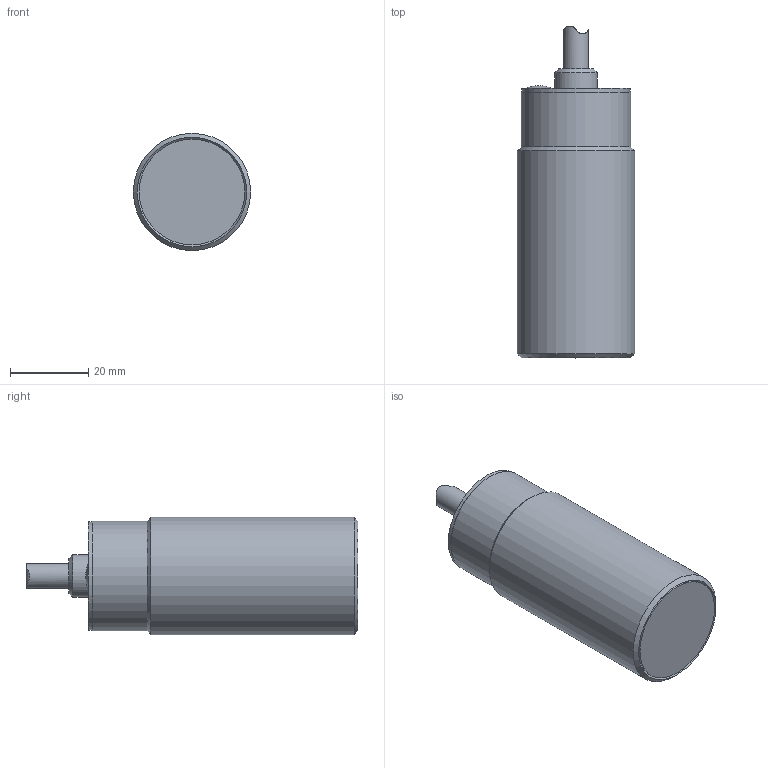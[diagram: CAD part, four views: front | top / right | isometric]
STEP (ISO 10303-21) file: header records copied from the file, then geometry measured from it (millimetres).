
FILE_DESCRIPTION(/* description */ (''),/* implementation_level */ '2;1');
FILE_NAME(/* name */ 'IA0257_Shrinkwrap_1.stp',/* time_stamp */ '2022-03-18T10:47:48+01:00',/* author */ ('Krieger Anja'),/* organization */ (''),/* preprocessor_version */ 'ST-DEVELOPER v18.1',/* originating_system */ 'Autodesk Inventor 2021',/* authorisation */ '');
FILE_SCHEMA (('AUTOMOTIVE_DESIGN { 1 0 10303 214 3 1 1 }'));
Length unit declared in the file: millimetre
Products named in the file (1): IA0109_Shrinkwrap_1
Bounding box: 30 x 84.97 x 30 mm (x, y, z)
Volume: 14254.3 mm3; surface area: 16025.5 mm2
Topology: 2 solids, 2 shells, 44 faces, 88 edges, 58 vertices
Faces by surface type: cylinder 20, plane 13, cone 7, torus 3, bspline 1
Full cylindrical faces by diameter (mm): 3 x1, 5.85 x2, 6 x1, 6.4 x2, 7.2 x1, 11 x1, 26 x2, 26.2 x3, 27 x2, 27.8 x1, 28 x1, 30 x1
Entity records: 1360 total; most frequent: CARTESIAN_POINT 276, DIRECTION 228, ORIENTED_EDGE 174, AXIS2_PLACEMENT_3D 101, EDGE_CURVE 87, VERTEX_POINT 58, CIRCLE 57, EDGE_LOOP 55
